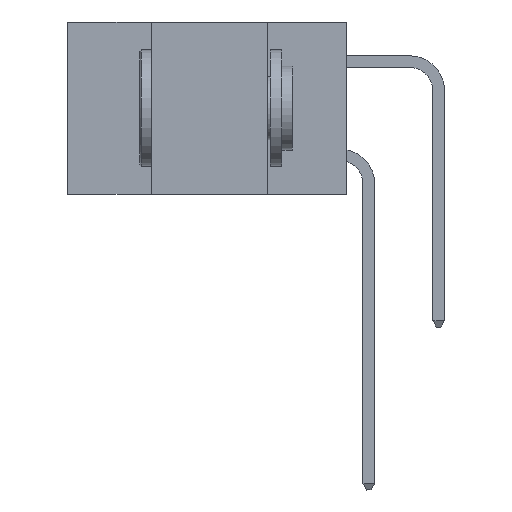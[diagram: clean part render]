
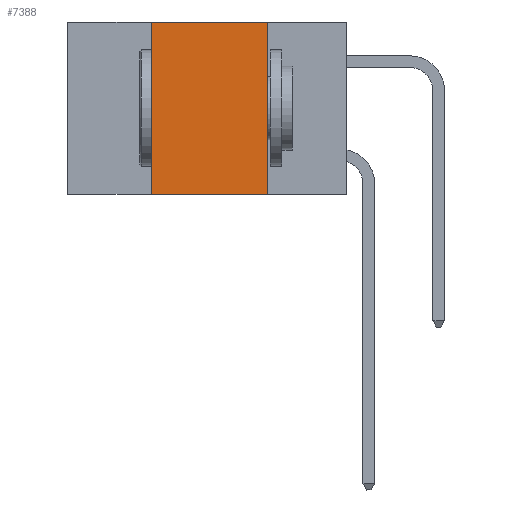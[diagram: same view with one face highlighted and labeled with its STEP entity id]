
A CAD part, left-side view. The second image highlights one B-rep face of the part: STEP entity #7388.
In plain terms, the highlighted planar face has unit normal (-1, 0, 0).
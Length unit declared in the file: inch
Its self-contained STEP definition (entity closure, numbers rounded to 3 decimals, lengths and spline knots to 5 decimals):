
#175 = LINE ( 'NONE', #3780, #1231 ) ;
#850 = CARTESIAN_POINT ( 'NONE',  ( 0., 0.42, 0. ) ) ;
#1103 = EDGE_LOOP ( 'NONE', ( #1921, #8013, #3958, #2210 ) ) ;
#1231 = VECTOR ( 'NONE', #2960, 39.37008 ) ;
#1753 = EDGE_CURVE ( 'NONE', #5683, #6086, #175, .T. ) ;
#1921 = ORIENTED_EDGE ( 'NONE', *, *, #1753, .F. ) ;
#1967 = CARTESIAN_POINT ( 'NONE',  ( 0., 0.6, -0.37 ) ) ;
#2210 = ORIENTED_EDGE ( 'NONE', *, *, #9985, .T. ) ;
#2389 = PLANE ( 'NONE',  #7121 ) ;
#2960 = DIRECTION ( 'NONE',  ( 0., 0., -1. ) ) ;
#3547 = VERTEX_POINT ( 'NONE', #4539 ) ;
#3780 = CARTESIAN_POINT ( 'NONE',  ( 0., 0.17, 0. ) ) ;
#3958 = ORIENTED_EDGE ( 'NONE', *, *, #5350, .F. ) ;
#4171 = CARTESIAN_POINT ( 'NONE',  ( 0., 0.17, -0.37 ) ) ;
#4350 = DIRECTION ( 'NONE',  ( 1., 0., 0. ) ) ;
#4497 = EDGE_CURVE ( 'NONE', #3547, #5683, #8664, .T. ) ;
#4539 = CARTESIAN_POINT ( 'NONE',  ( 0., 0.42, 0. ) ) ;
#5350 = EDGE_CURVE ( 'NONE', #6124, #3547, #9080, .T. ) ;
#5598 = DIRECTION ( 'NONE',  ( 0., -1., 0. ) ) ;
#5683 = VERTEX_POINT ( 'NONE', #7948 ) ;
#6061 = VECTOR ( 'NONE', #9302, 39.37008 ) ;
#6086 = VERTEX_POINT ( 'NONE', #4171 ) ;
#6124 = VERTEX_POINT ( 'NONE', #7929 ) ;
#6335 = DIRECTION ( 'NONE',  ( 0., 0., -1. ) ) ;
#6660 = DIRECTION ( 'NONE',  ( 0., 0., 1. ) ) ;
#7121 = AXIS2_PLACEMENT_3D ( 'NONE', #10213, #4350, #6335 ) ;
#7388 = ADVANCED_FACE ( 'NONE', ( #8048 ), #2389, .F. ) ;
#7929 = CARTESIAN_POINT ( 'NONE',  ( 0., 0.42, -0.37 ) ) ;
#7948 = CARTESIAN_POINT ( 'NONE',  ( 0., 0.17, 0. ) ) ;
#8013 = ORIENTED_EDGE ( 'NONE', *, *, #4497, .F. ) ;
#8048 = FACE_OUTER_BOUND ( 'NONE', #1103, .T. ) ;
#8664 = LINE ( 'NONE', #12238, #6061 ) ;
#8870 = LINE ( 'NONE', #1967, #10390 ) ;
#9080 = LINE ( 'NONE', #850, #10615 ) ;
#9302 = DIRECTION ( 'NONE',  ( 0., -1., 0. ) ) ;
#9985 = EDGE_CURVE ( 'NONE', #6124, #6086, #8870, .T. ) ;
#10213 = CARTESIAN_POINT ( 'NONE',  ( 0., 0.6, 0. ) ) ;
#10390 = VECTOR ( 'NONE', #5598, 39.37008 ) ;
#10615 = VECTOR ( 'NONE', #6660, 39.37008 ) ;
#12238 = CARTESIAN_POINT ( 'NONE',  ( 0., 0.6, 0. ) ) ;
